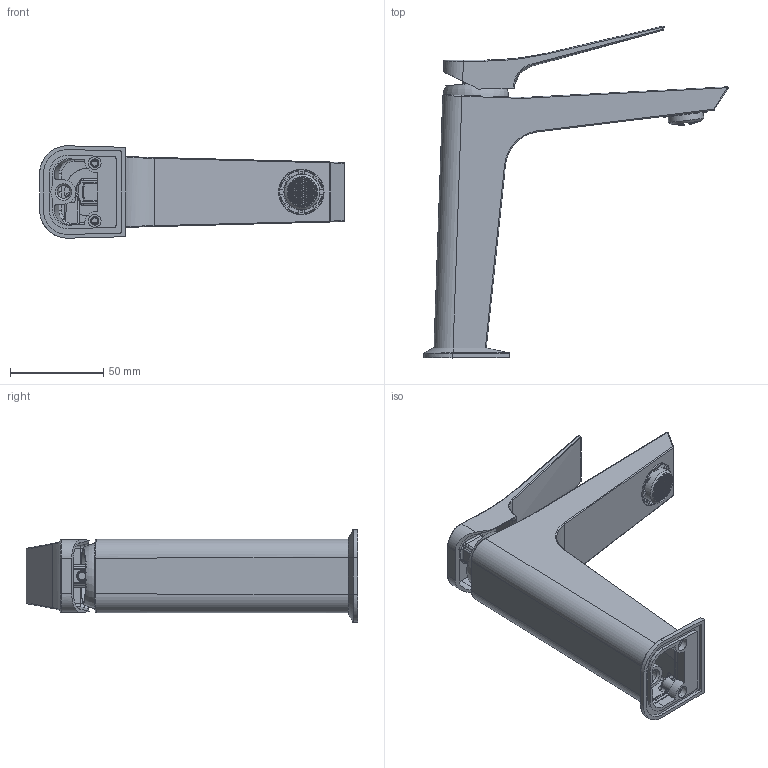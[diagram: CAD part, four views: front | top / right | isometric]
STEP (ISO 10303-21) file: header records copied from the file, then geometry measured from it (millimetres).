
FILE_DESCRIPTION (( 'STEP AP203' ), '1' );
FILE_NAME ('42AP09570.STEP', '2024-11-18T08:31:07', ( '' ), ( '' ), 'SwSTEP 2.0', 'SolidWorks 2021', '' );
FILE_SCHEMA (( 'CONFIG_CONTROL_DESIGN' ));
Length unit declared in the file: millimetre
Products named in the file (1): 42AP09570
Bounding box: 163.2 x 177.76 x 49.46 mm (x, y, z)
Volume: 87832.3 mm3; surface area: 80380.5 mm2
Topology: 5 solids, 5 shells, 1471 faces, 3708 edges, 2386 vertices
Faces by surface type: plane 1084, cylinder 194, bspline 147, cone 26, sphere 13, torus 7
Full cylindrical faces by diameter (mm): 3.3 x2, 4.3 x2, 4.5 x2, 6 x1, 6.8 x3, 16 x1, 16.5 x1, 19 x1, 19.5 x1, 22.1 x1, 22.5 x2, 23 x1, 23.8 x1, 24.5 x1, 25.7 x1, 27.7 x1, 28.672 x1, 29.7 x1, 31.4 x2, 31.6 x1
Entity records: 53183 total; most frequent: CARTESIAN_POINT 19047, ORIENTED_EDGE 7294, DIRECTION 6640, EDGE_CURVE 3647, VERTEX_POINT 2372, VECTOR 2258, LINE 2258, AXIS2_PLACEMENT_3D 2191
